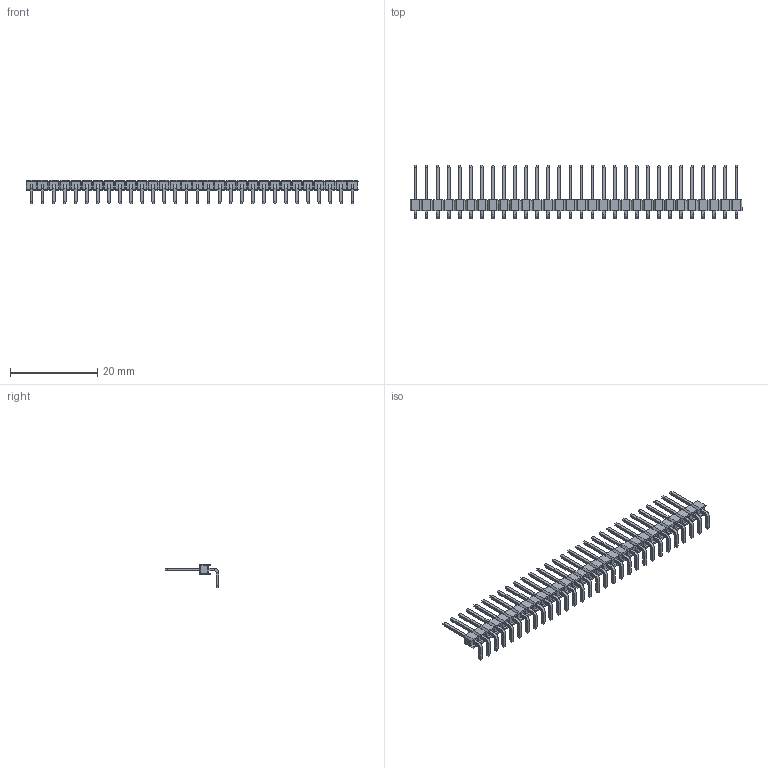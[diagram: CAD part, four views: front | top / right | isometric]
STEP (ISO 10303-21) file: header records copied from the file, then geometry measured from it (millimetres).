
FILE_DESCRIPTION (( 'STEP AP214' ), '1' );
FILE_NAME ('1x30 Male Pin Header Angle.STEP', '2021-11-12T11:33:10', ( 'M.B.I.' ), ( '' ), 'SwSTEP 2.0', '', '' );
FILE_SCHEMA (( 'AUTOMOTIVE_DESIGN' ));
Length unit declared in the file: millimetre
Products named in the file (1): 1x30 Male Pin Header Angle
Bounding box: 76.2 x 12.36 x 5.5 mm (x, y, z)
Volume: 552.8 mm3; surface area: 2313.2 mm2
Topology: 41 solids, 41 shells, 1468 faces, 3574 edges, 2188 vertices
Faces by surface type: plane 1408, cylinder 60
Entity records: 41940 total; most frequent: CARTESIAN_POINT 7231, ORIENTED_EDGE 7148, DIRECTION 6632, EDGE_CURVE 3574, LINE 3454, VECTOR 3454, VERTEX_POINT 2188, AXIS2_PLACEMENT_3D 1589
